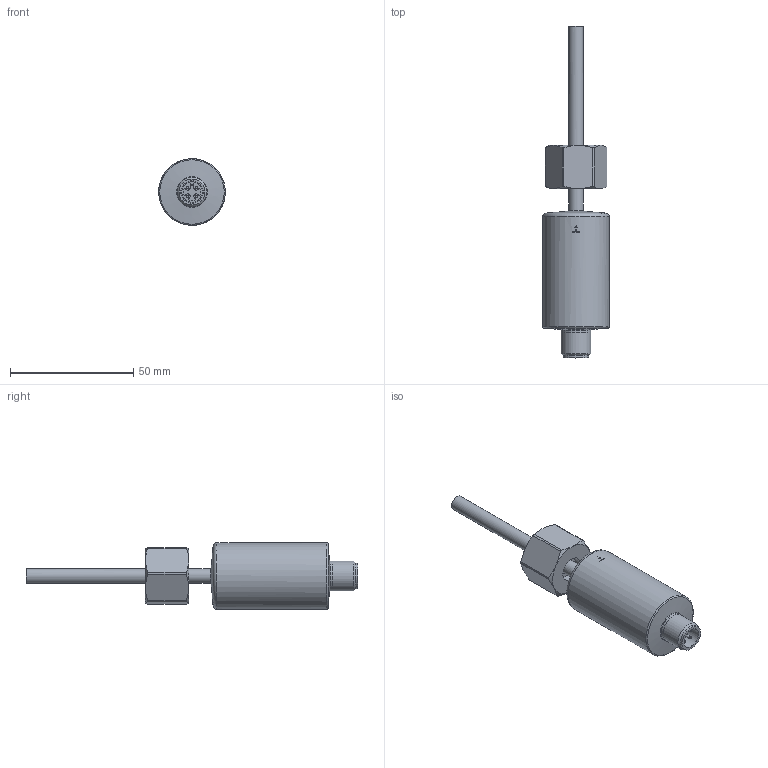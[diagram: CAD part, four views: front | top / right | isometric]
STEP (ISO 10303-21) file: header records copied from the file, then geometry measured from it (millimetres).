
FILE_DESCRIPTION( ( 'Unknown' ), '1' );
FILE_NAME( 'FXFF003.stp', 'Unknown', ( 'Thomas Zimmermann' ), ( 'wenglor fluid GmbH' ), 'PSStep 17.0.49', 'Unknown', ' ' );
FILE_SCHEMA( ( 'AUTOMOTIVE_DESIGN { 1 0 10303 214 1 1 1 1 }' ) );
Length unit declared in the file: millimetre
Products named in the file (1): 1022193
Bounding box: 27 x 134.46 x 27 mm (x, y, z)
Volume: 35123.1 mm3; surface area: 10734.2 mm2
Topology: 1 solids, 4 shells, 113 faces, 257 edges, 164 vertices
Faces by surface type: cylinder 43, plane 38, cone 18, torus 12, bspline 2
Full cylindrical faces by diameter (mm): 1 x4, 6 x2, 8.3 x1, 9.4 x1, 9.5 x1, 9.9 x1, 10 x2, 10.5 x1, 12 x2, 16.376 x2, 27 x1
Entity records: 3912 total; most frequent: CARTESIAN_POINT 658, DIRECTION 520, ORIENTED_EDGE 392, AXIS2_PLACEMENT_3D 230, EDGE_CURVE 196, EDGE_LOOP 174, VERTEX_POINT 152, FACE_OUTER_BOUND 143
